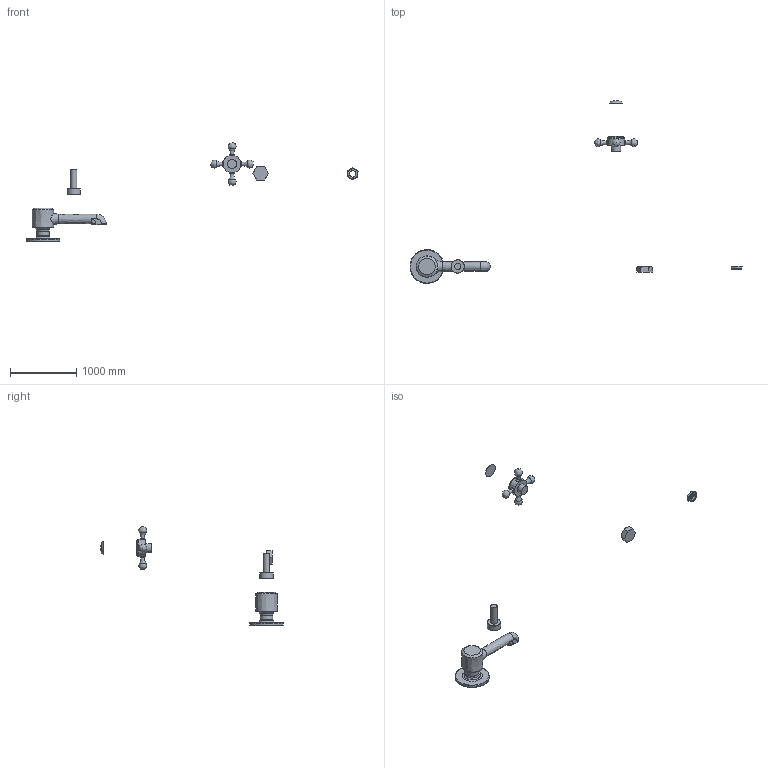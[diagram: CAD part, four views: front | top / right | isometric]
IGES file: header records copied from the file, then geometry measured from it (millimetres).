
Global section: file name: ST13 2013 05 03_1; native system: AutoCAD 2016 - English; preprocessor: Autodesk Translation Framework DWG producer (atf_dwg_producer); organization: unknown; date: 20161006.195637; units: centimetre
Bounding box: 4997.95 x 2753.19 x 1491.41 mm (x, y, z)
Volume: 73246008.3 mm3; surface area: 2221764.5 mm2
Topology: 6 solids, 6 shells, 85 faces, 226 edges, 155 vertices
Faces by surface type: bspline 85
